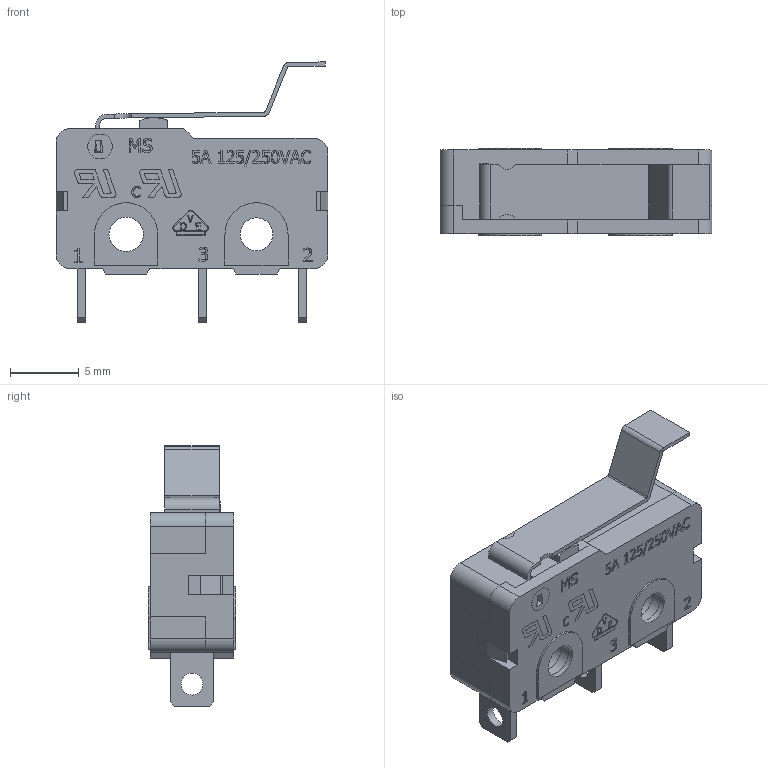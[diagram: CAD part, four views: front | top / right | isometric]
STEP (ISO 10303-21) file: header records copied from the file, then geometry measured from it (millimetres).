
FILE_DESCRIPTION(/* description */ (''),/* implementation_level */ '2;1');
FILE_NAME(/* name */ 'MS0850507FxxxS1A.stp',/* time_stamp */ '2025-05-27T11:29:10-05:00',/* author */ ('mroman'),/* organization */ (''),/* preprocessor_version */ 'ST-DEVELOPER v18.1',/* originating_system */ 'Autodesk Inventor 2022',/* authorisation */ '');
FILE_SCHEMA (('AUTOMOTIVE_DESIGN { 1 0 10303 214 3 1 1 }'));
Length unit declared in the file: centimetre
Products named in the file (1): MS0850507FxxxS1A
Bounding box: 19.8 x 6.4 x 18.96 mm (x, y, z)
Volume: 815.9 mm3; surface area: 1612.4 mm2
Topology: 1 solids, 4 shells, 811 faces, 2238 edges, 1484 vertices
Faces by surface type: plane 515, bspline 243, cylinder 53
Full cylindrical faces by diameter (mm): 1.6 x3, 1.8 x1, 2.4 x3, 2.5 x3
Entity records: 26800 total; most frequent: CARTESIAN_POINT 7627, ORIENTED_EDGE 4480, DIRECTION 2991, EDGE_CURVE 2240, LINE 1655, VECTOR 1655, VERTEX_POINT 1484, EDGE_LOOP 874
